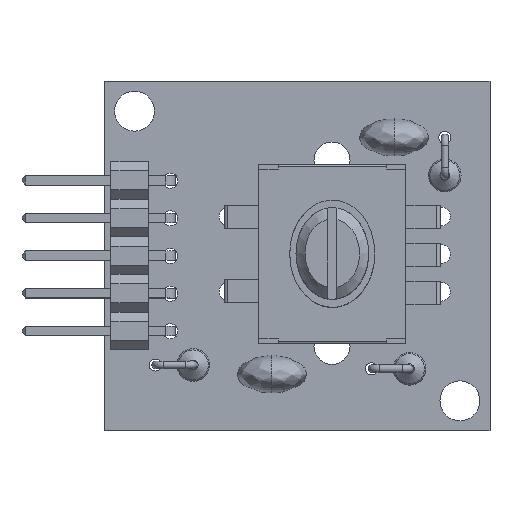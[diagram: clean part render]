
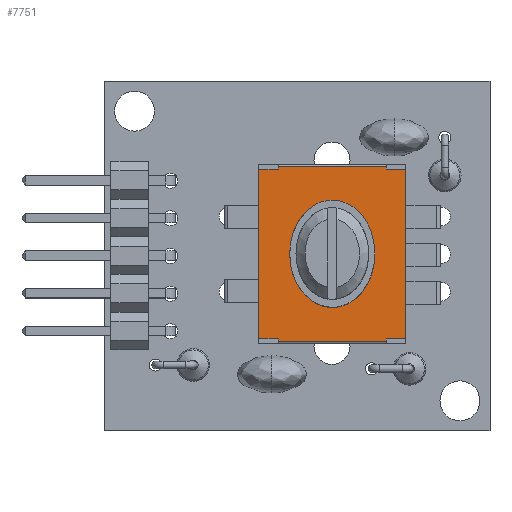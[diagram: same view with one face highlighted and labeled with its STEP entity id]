
A CAD part, top view. The second image highlights one B-rep face of the part: STEP entity #7751.
In plain terms, the highlighted planar face has unit normal (0, 0, 1).
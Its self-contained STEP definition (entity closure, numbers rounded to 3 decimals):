
#714=PLANE('',#8784);
#1132=FACE_OUTER_BOUND('',#1639,.T.);
#1639=EDGE_LOOP('',(#6567,#6568,#6569,#6570,#6571,#6572,#6573,#6574,#6575,
#6576,#6577,#6578,#6579,#6580,#6581,#6582));
#2292=LINE('',#14250,#3077);
#2294=LINE('',#14266,#3079);
#2296=LINE('',#14270,#3081);
#2297=LINE('',#14272,#3082);
#2298=LINE('',#14274,#3083);
#2299=LINE('',#14276,#3084);
#2300=LINE('',#14278,#3085);
#2301=LINE('',#14280,#3086);
#2302=LINE('',#14282,#3087);
#2303=LINE('',#14284,#3088);
#2304=LINE('',#14286,#3089);
#2305=LINE('',#14288,#3090);
#2306=LINE('',#14290,#3091);
#2307=LINE('',#14292,#3092);
#2308=LINE('',#14294,#3093);
#2309=LINE('',#14295,#3094);
#3077=VECTOR('',#10318,20.876);
#3079=VECTOR('',#10322,26.301);
#3081=VECTOR('',#10326,26.301);
#3082=VECTOR('',#10327,20.876);
#3083=VECTOR('',#10328,26.301);
#3084=VECTOR('',#10329,20.876);
#3085=VECTOR('',#10330,26.301);
#3086=VECTOR('',#10331,20.876);
#3087=VECTOR('',#10332,26.301);
#3088=VECTOR('',#10333,20.876);
#3089=VECTOR('',#10334,26.301);
#3090=VECTOR('',#10335,20.876);
#3091=VECTOR('',#10336,26.301);
#3092=VECTOR('',#10337,20.876);
#3093=VECTOR('',#10338,26.301);
#3094=VECTOR('',#10339,20.876);
#3951=VERTEX_POINT('',#14248);
#3952=VERTEX_POINT('',#14249);
#3955=VERTEX_POINT('',#14265);
#3956=VERTEX_POINT('',#14269);
#3957=VERTEX_POINT('',#14271);
#3958=VERTEX_POINT('',#14273);
#3959=VERTEX_POINT('',#14275);
#3960=VERTEX_POINT('',#14277);
#3961=VERTEX_POINT('',#14279);
#3962=VERTEX_POINT('',#14281);
#3963=VERTEX_POINT('',#14283);
#3964=VERTEX_POINT('',#14285);
#3965=VERTEX_POINT('',#14287);
#3966=VERTEX_POINT('',#14289);
#3967=VERTEX_POINT('',#14291);
#3968=VERTEX_POINT('',#14293);
#4862=EDGE_CURVE('',#3951,#3952,#2292,.T.);
#4866=EDGE_CURVE('',#3955,#3952,#2294,.T.);
#4868=EDGE_CURVE('',#3951,#3956,#2296,.T.);
#4869=EDGE_CURVE('',#3956,#3957,#2297,.T.);
#4870=EDGE_CURVE('',#3957,#3958,#2298,.T.);
#4871=EDGE_CURVE('',#3958,#3959,#2299,.T.);
#4872=EDGE_CURVE('',#3959,#3960,#2300,.T.);
#4873=EDGE_CURVE('',#3961,#3960,#2301,.T.);
#4874=EDGE_CURVE('',#3961,#3962,#2302,.T.);
#4875=EDGE_CURVE('',#3962,#3963,#2303,.T.);
#4876=EDGE_CURVE('',#3963,#3964,#2304,.T.);
#4877=EDGE_CURVE('',#3964,#3965,#2305,.T.);
#4878=EDGE_CURVE('',#3965,#3966,#2306,.T.);
#4879=EDGE_CURVE('',#3966,#3967,#2307,.T.);
#4880=EDGE_CURVE('',#3967,#3968,#2308,.T.);
#4881=EDGE_CURVE('',#3968,#3955,#2309,.T.);
#6567=ORIENTED_EDGE('',*,*,#4866,.T.);
#6568=ORIENTED_EDGE('',*,*,#4862,.F.);
#6569=ORIENTED_EDGE('',*,*,#4868,.T.);
#6570=ORIENTED_EDGE('',*,*,#4869,.T.);
#6571=ORIENTED_EDGE('',*,*,#4870,.T.);
#6572=ORIENTED_EDGE('',*,*,#4871,.T.);
#6573=ORIENTED_EDGE('',*,*,#4872,.T.);
#6574=ORIENTED_EDGE('',*,*,#4873,.F.);
#6575=ORIENTED_EDGE('',*,*,#4874,.T.);
#6576=ORIENTED_EDGE('',*,*,#4875,.T.);
#6577=ORIENTED_EDGE('',*,*,#4876,.T.);
#6578=ORIENTED_EDGE('',*,*,#4877,.T.);
#6579=ORIENTED_EDGE('',*,*,#4878,.T.);
#6580=ORIENTED_EDGE('',*,*,#4879,.T.);
#6581=ORIENTED_EDGE('',*,*,#4880,.T.);
#6582=ORIENTED_EDGE('',*,*,#4881,.T.);
#7751=ADVANCED_FACE('',(#1132),#714,.T.);
#8784=AXIS2_PLACEMENT_3D('',#14268,#10324,#10325);
#10318=DIRECTION('',(1.,0.,0.));
#10322=DIRECTION('',(0.,-1.,0.));
#10324=DIRECTION('center_axis',(0.,0.,1.));
#10325=DIRECTION('ref_axis',(1.,0.,0.));
#10326=DIRECTION('',(0.,-1.,0.));
#10327=DIRECTION('',(-1.,0.,0.));
#10328=DIRECTION('',(0.,-1.,0.));
#10329=DIRECTION('',(1.,0.,0.));
#10330=DIRECTION('',(0.,-1.,0.));
#10331=DIRECTION('',(-1.,0.,0.));
#10332=DIRECTION('',(0.,-1.,0.));
#10333=DIRECTION('',(1.,0.,0.));
#10334=DIRECTION('',(0.,1.,0.));
#10335=DIRECTION('',(1.,0.,0.));
#10336=DIRECTION('',(0.,1.,0.));
#10337=DIRECTION('',(-1.,0.,0.));
#10338=DIRECTION('',(0.,1.,0.));
#10339=DIRECTION('',(-1.,0.,0.));
#14248=CARTESIAN_POINT('',(-3.433,6.119,-5.374));
#14249=CARTESIAN_POINT('',(3.874,6.119,-5.374));
#14250=CARTESIAN_POINT('',(0.221,6.119,-5.374));
#14265=CARTESIAN_POINT('',(3.874,6.276,-5.374));
#14266=CARTESIAN_POINT('',(3.874,3.173,-5.374));
#14268=CARTESIAN_POINT('Origin',(-4.733,-5.822,-5.374));
#14269=CARTESIAN_POINT('',(-3.433,5.961,-5.374));
#14270=CARTESIAN_POINT('',(-3.433,3.173,-5.374));
#14271=CARTESIAN_POINT('',(-4.733,5.961,-5.374));
#14272=CARTESIAN_POINT('',(-1.929,5.961,-5.374));
#14273=CARTESIAN_POINT('',(-4.733,-5.507,-5.374));
#14274=CARTESIAN_POINT('',(-4.733,0.227,-5.374));
#14275=CARTESIAN_POINT('',(-3.428,-5.507,-5.374));
#14276=CARTESIAN_POINT('',(-1.928,-5.507,-5.374));
#14277=CARTESIAN_POINT('',(-3.428,-5.664,-5.374));
#14278=CARTESIAN_POINT('',(-3.428,-2.719,-5.374));
#14279=CARTESIAN_POINT('',(3.878,-5.664,-5.374));
#14280=CARTESIAN_POINT('',(0.225,-5.664,-5.374));
#14281=CARTESIAN_POINT('',(3.878,-5.822,-5.374));
#14282=CARTESIAN_POINT('',(3.878,-2.719,-5.374));
#14283=CARTESIAN_POINT('',(3.882,-5.822,-5.374));
#14284=CARTESIAN_POINT('',(0.225,-5.822,-5.374));
#14285=CARTESIAN_POINT('',(3.882,-5.507,-5.374));
#14286=CARTESIAN_POINT('',(3.882,-2.719,-5.374));
#14287=CARTESIAN_POINT('',(5.183,-5.507,-5.374));
#14288=CARTESIAN_POINT('',(2.379,-5.507,-5.374));
#14289=CARTESIAN_POINT('',(5.183,5.961,-5.374));
#14290=CARTESIAN_POINT('',(5.183,0.227,-5.374));
#14291=CARTESIAN_POINT('',(3.882,5.961,-5.374));
#14292=CARTESIAN_POINT('',(2.379,5.961,-5.374));
#14293=CARTESIAN_POINT('',(3.882,6.276,-5.374));
#14294=CARTESIAN_POINT('',(3.882,3.173,-5.374));
#14295=CARTESIAN_POINT('',(0.225,6.276,-5.374));
